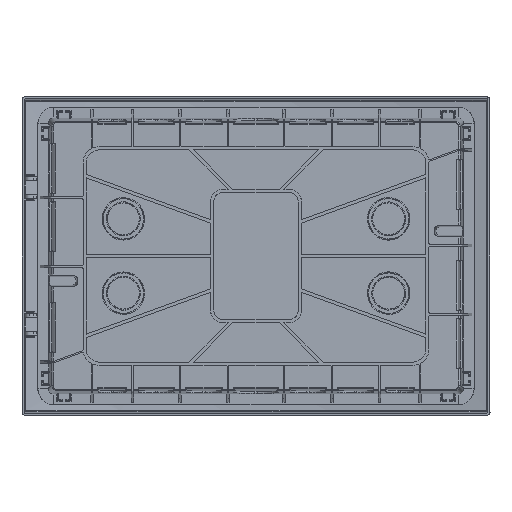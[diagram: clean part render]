
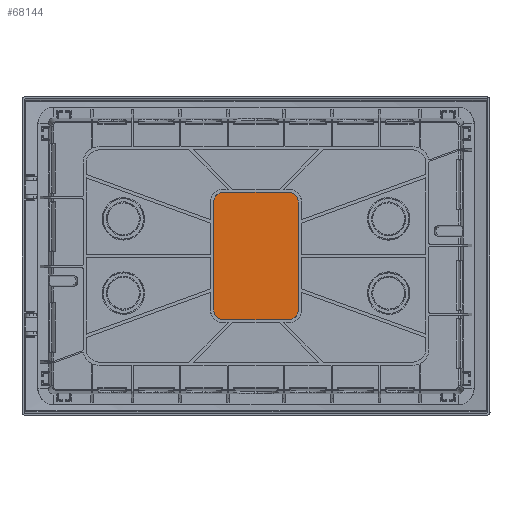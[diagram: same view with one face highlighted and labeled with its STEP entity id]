
A CAD part, front view. The second image highlights one B-rep face of the part: STEP entity #68144.
In plain terms, the highlighted planar face has unit normal (0, -1, 0).
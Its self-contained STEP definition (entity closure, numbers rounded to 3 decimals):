
#5381 = CARTESIAN_POINT ( 'NONE',  ( 40., -75.5, -50.5 ) ) ;
#5382 = CARTESIAN_POINT ( 'NONE',  ( -40., -75.5, 50.5 ) ) ;
#5383 = CARTESIAN_POINT ( 'NONE',  ( 30.5, -75.5, 60. ) ) ;
#5386 = CARTESIAN_POINT ( 'NONE',  ( -30.5, -75.5, 60. ) ) ;
#5387 = CARTESIAN_POINT ( 'NONE',  ( 40., -75.5, 50.5 ) ) ;
#5865 = CARTESIAN_POINT ( 'NONE',  ( 41.6, -75.5, -62.4 ) ) ;
#5869 = PLANE ( 'NONE',  #93810 ) ;
#5871 = DIRECTION ( 'NONE',  ( 0., 1., 0. ) ) ;
#5873 = DIRECTION ( 'NONE',  ( -1., 0., 0. ) ) ;
#7501 = B_SPLINE_CURVE_WITH_KNOTS ( 'NONE', 3,
 ( #109464, #109461, #109459, #109466, #109467, #109468, #109469, #109470, #109471, #109472 ),
 .UNSPECIFIED., .F., .F.,
 ( 4, 2, 2, 2, 4 ),
 ( 0., 0.25, 0.5, 0.75, 1. ),
 .UNSPECIFIED. ) ;
#7506 = B_SPLINE_CURVE_WITH_KNOTS ( 'NONE', 3,
 ( #109477, #109475, #109474, #109478, #109479, #109480, #109481, #109482, #109483, #109484 ),
 .UNSPECIFIED., .F., .F.,
 ( 4, 2, 2, 2, 4 ),
 ( 0., 0.25, 0.5, 0.75, 1. ),
 .UNSPECIFIED. ) ;
#7509 = B_SPLINE_CURVE_WITH_KNOTS ( 'NONE', 3,
 ( #109489, #109487, #109486, #109490, #109491, #109492, #109493, #109494, #109495, #109496 ),
 .UNSPECIFIED., .F., .F.,
 ( 4, 2, 2, 2, 4 ),
 ( 0., 0.25, 0.5, 0.75, 1. ),
 .UNSPECIFIED. ) ;
#7512 = B_SPLINE_CURVE_WITH_KNOTS ( 'NONE', 3,
 ( #109500, #109498, #109463, #109502, #109503, #109504, #109505, #109506, #109507, #109508 ),
 .UNSPECIFIED., .F., .F.,
 ( 4, 2, 2, 2, 4 ),
 ( 0., 0.25, 0.5, 0.75, 1. ),
 .UNSPECIFIED. ) ;
#10407 = EDGE_CURVE ( 'NONE', #42869, #42867, #7501, .T. ) ;
#10409 = EDGE_CURVE ( 'NONE', #42756, #42869, #97887, .T. ) ;
#10411 = EDGE_CURVE ( 'NONE', #68024, #42756, #7506, .T. ) ;
#10412 = EDGE_CURVE ( 'NONE', #68024, #68030, #97885, .T. ) ;
#10413 = EDGE_CURVE ( 'NONE', #68026, #68030, #7509, .T. ) ;
#10414 = EDGE_CURVE ( 'NONE', #68026, #68029, #97890, .T. ) ;
#10415 = EDGE_CURVE ( 'NONE', #68025, #68029, #7512, .T. ) ;
#10416 = EDGE_CURVE ( 'NONE', #42867, #68025, #97894, .T. ) ;
#20758 = ORIENTED_EDGE ( 'NONE', *, *, #10407, .F. ) ;
#20759 = ORIENTED_EDGE ( 'NONE', *, *, #10409, .F. ) ;
#20760 = ORIENTED_EDGE ( 'NONE', *, *, #10411, .F. ) ;
#20761 = ORIENTED_EDGE ( 'NONE', *, *, #10412, .T. ) ;
#20762 = ORIENTED_EDGE ( 'NONE', *, *, #10413, .F. ) ;
#20763 = ORIENTED_EDGE ( 'NONE', *, *, #10414, .T. ) ;
#20764 = ORIENTED_EDGE ( 'NONE', *, *, #10415, .F. ) ;
#20765 = ORIENTED_EDGE ( 'NONE', *, *, #10416, .F. ) ;
#31921 = EDGE_LOOP ( 'NONE', ( #20758, #20759, #20760, #20761, #20762, #20763, #20764, #20765 ) ) ;
#42756 = VERTEX_POINT ( 'NONE', #104678 ) ;
#42867 = VERTEX_POINT ( 'NONE', #104691 ) ;
#42869 = VERTEX_POINT ( 'NONE', #104696 ) ;
#68024 = VERTEX_POINT ( 'NONE', #5381 ) ;
#68025 = VERTEX_POINT ( 'NONE', #5382 ) ;
#68026 = VERTEX_POINT ( 'NONE', #5383 ) ;
#68029 = VERTEX_POINT ( 'NONE', #5386 ) ;
#68030 = VERTEX_POINT ( 'NONE', #5387 ) ;
#68144 = ADVANCED_FACE ( 'NONE', ( #104476 ), #5869, .F. ) ;
#93810 = AXIS2_PLACEMENT_3D ( 'NONE', #5865, #5871, #5873 ) ;
#97885 = LINE ( 'NONE', #109476, #97891 ) ;
#97887 = LINE ( 'NONE', #109465, #97889 ) ;
#97889 = VECTOR ( 'NONE', #109473, 1000. ) ;
#97890 = LINE ( 'NONE', #109488, #97893 ) ;
#97891 = VECTOR ( 'NONE', #109485, 1000. ) ;
#97893 = VECTOR ( 'NONE', #109497, 1000. ) ;
#97894 = LINE ( 'NONE', #109501, #97895 ) ;
#97895 = VECTOR ( 'NONE', #109509, 1000. ) ;
#104476 = FACE_OUTER_BOUND ( 'NONE', #31921, .T. ) ;
#104678 = CARTESIAN_POINT ( 'NONE',  ( 30.5, -75.5, -60. ) ) ;
#104691 = CARTESIAN_POINT ( 'NONE',  ( -40., -75.5, -50.5 ) ) ;
#104696 = CARTESIAN_POINT ( 'NONE',  ( -30.5, -75.5, -60. ) ) ;
#109459 = CARTESIAN_POINT ( 'NONE',  ( -32.987, -75.5, -59.753 ) ) ;
#109461 = CARTESIAN_POINT ( 'NONE',  ( -31.744, -75.5, -60. ) ) ;
#109463 = CARTESIAN_POINT ( 'NONE',  ( -39.753, -75.5, 52.987 ) ) ;
#109464 = CARTESIAN_POINT ( 'NONE',  ( -30.5, -75.5, -60. ) ) ;
#109465 = CARTESIAN_POINT ( 'NONE',  ( 0., -75.5, -60. ) ) ;
#109466 = CARTESIAN_POINT ( 'NONE',  ( -35.284, -75.5, -58.801 ) ) ;
#109467 = CARTESIAN_POINT ( 'NONE',  ( -36.338, -75.5, -58.097 ) ) ;
#109468 = CARTESIAN_POINT ( 'NONE',  ( -38.097, -75.5, -56.338 ) ) ;
#109469 = CARTESIAN_POINT ( 'NONE',  ( -38.801, -75.5, -55.284 ) ) ;
#109470 = CARTESIAN_POINT ( 'NONE',  ( -39.753, -75.5, -52.987 ) ) ;
#109471 = CARTESIAN_POINT ( 'NONE',  ( -40., -75.5, -51.744 ) ) ;
#109472 = CARTESIAN_POINT ( 'NONE',  ( -40., -75.5, -50.5 ) ) ;
#109473 = DIRECTION ( 'NONE',  ( -1., 0., 0. ) ) ;
#109474 = CARTESIAN_POINT ( 'NONE',  ( 39.753, -75.5, -52.987 ) ) ;
#109475 = CARTESIAN_POINT ( 'NONE',  ( 40., -75.5, -51.744 ) ) ;
#109476 = CARTESIAN_POINT ( 'NONE',  ( 40., -75.5, 0. ) ) ;
#109477 = CARTESIAN_POINT ( 'NONE',  ( 40., -75.5, -50.5 ) ) ;
#109478 = CARTESIAN_POINT ( 'NONE',  ( 38.801, -75.5, -55.284 ) ) ;
#109479 = CARTESIAN_POINT ( 'NONE',  ( 38.097, -75.5, -56.338 ) ) ;
#109480 = CARTESIAN_POINT ( 'NONE',  ( 36.338, -75.5, -58.097 ) ) ;
#109481 = CARTESIAN_POINT ( 'NONE',  ( 35.284, -75.5, -58.801 ) ) ;
#109482 = CARTESIAN_POINT ( 'NONE',  ( 32.987, -75.5, -59.753 ) ) ;
#109483 = CARTESIAN_POINT ( 'NONE',  ( 31.744, -75.5, -60. ) ) ;
#109484 = CARTESIAN_POINT ( 'NONE',  ( 30.5, -75.5, -60. ) ) ;
#109485 = DIRECTION ( 'NONE',  ( 0., 0., 1. ) ) ;
#109486 = CARTESIAN_POINT ( 'NONE',  ( 32.987, -75.5, 59.753 ) ) ;
#109487 = CARTESIAN_POINT ( 'NONE',  ( 31.744, -75.5, 60. ) ) ;
#109488 = CARTESIAN_POINT ( 'NONE',  ( 0., -75.5, 60. ) ) ;
#109489 = CARTESIAN_POINT ( 'NONE',  ( 30.5, -75.5, 60. ) ) ;
#109490 = CARTESIAN_POINT ( 'NONE',  ( 35.284, -75.5, 58.801 ) ) ;
#109491 = CARTESIAN_POINT ( 'NONE',  ( 36.338, -75.5, 58.097 ) ) ;
#109492 = CARTESIAN_POINT ( 'NONE',  ( 38.097, -75.5, 56.338 ) ) ;
#109493 = CARTESIAN_POINT ( 'NONE',  ( 38.801, -75.5, 55.284 ) ) ;
#109494 = CARTESIAN_POINT ( 'NONE',  ( 39.753, -75.5, 52.987 ) ) ;
#109495 = CARTESIAN_POINT ( 'NONE',  ( 40., -75.5, 51.744 ) ) ;
#109496 = CARTESIAN_POINT ( 'NONE',  ( 40., -75.5, 50.5 ) ) ;
#109497 = DIRECTION ( 'NONE',  ( -1., 0., 0. ) ) ;
#109498 = CARTESIAN_POINT ( 'NONE',  ( -40., -75.5, 51.744 ) ) ;
#109500 = CARTESIAN_POINT ( 'NONE',  ( -40., -75.5, 50.5 ) ) ;
#109501 = CARTESIAN_POINT ( 'NONE',  ( -40., -75.5, 0. ) ) ;
#109502 = CARTESIAN_POINT ( 'NONE',  ( -38.801, -75.5, 55.284 ) ) ;
#109503 = CARTESIAN_POINT ( 'NONE',  ( -38.097, -75.5, 56.338 ) ) ;
#109504 = CARTESIAN_POINT ( 'NONE',  ( -36.338, -75.5, 58.097 ) ) ;
#109505 = CARTESIAN_POINT ( 'NONE',  ( -35.284, -75.5, 58.801 ) ) ;
#109506 = CARTESIAN_POINT ( 'NONE',  ( -32.987, -75.5, 59.753 ) ) ;
#109507 = CARTESIAN_POINT ( 'NONE',  ( -31.744, -75.5, 60. ) ) ;
#109508 = CARTESIAN_POINT ( 'NONE',  ( -30.5, -75.5, 60. ) ) ;
#109509 = DIRECTION ( 'NONE',  ( 0., 0., 1. ) ) ;
